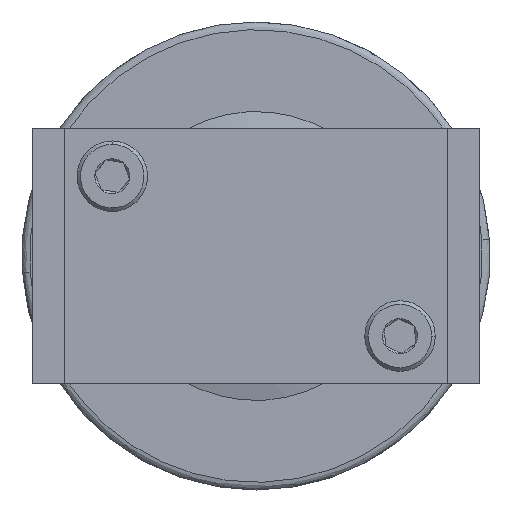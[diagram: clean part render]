
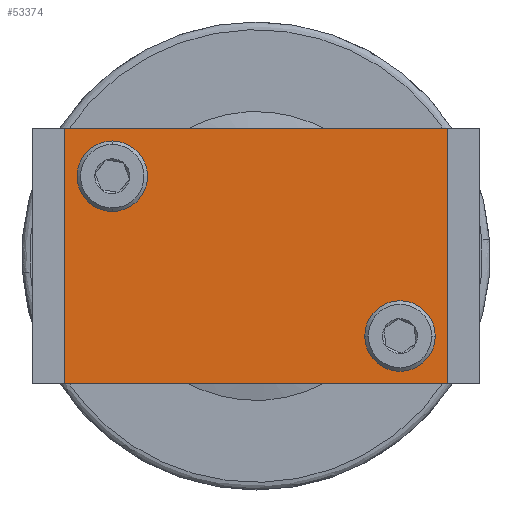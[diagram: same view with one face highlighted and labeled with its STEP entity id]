
A CAD part, left-side view. The second image highlights one B-rep face of the part: STEP entity #53374.
In plain terms, the highlighted planar face has unit normal (-1, 0, 0).
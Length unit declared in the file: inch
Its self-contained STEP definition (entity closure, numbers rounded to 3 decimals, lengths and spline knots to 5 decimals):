
#2561 = CARTESIAN_POINT ( 'NONE',  ( -1.951, 0.562, 0.43602 ) ) ;
#3571 = EDGE_LOOP ( 'NONE', ( #29902, #91084 ) ) ;
#3725 = EDGE_CURVE ( 'NONE', #102404, #66792, #60726, .T. ) ;
#4617 = DIRECTION ( 'NONE',  ( 1., 0., 0. ) ) ;
#6002 = DIRECTION ( 'NONE',  ( 1., 0., 0. ) ) ;
#7359 = CARTESIAN_POINT ( 'NONE',  ( -1.951, 0.562, 0.312 ) ) ;
#9078 = FACE_OUTER_BOUND ( 'NONE', #105351, .T. ) ;
#9456 = ORIENTED_EDGE ( 'NONE', *, *, #90410, .T. ) ;
#9589 = LINE ( 'NONE', #20143, #28349 ) ;
#16355 = CARTESIAN_POINT ( 'NONE',  ( -1.951, -0.563, -0.43702 ) ) ;
#16760 = ORIENTED_EDGE ( 'NONE', *, *, #108581, .T. ) ;
#19459 = CARTESIAN_POINT ( 'NONE',  ( -1.951, 0.75, 0. ) ) ;
#20143 = CARTESIAN_POINT ( 'NONE',  ( -1.951, -0.75, 0. ) ) ;
#21957 = DIRECTION ( 'NONE',  ( 0., 0., 1. ) ) ;
#26274 = CARTESIAN_POINT ( 'NONE',  ( -1.951, -0.563, -0.18898 ) ) ;
#28349 = VECTOR ( 'NONE', #105138, 39.37008 ) ;
#28995 = VERTEX_POINT ( 'NONE', #2561 ) ;
#29478 = CARTESIAN_POINT ( 'NONE',  ( -1.951, -0.75, -0.5 ) ) ;
#29803 = VECTOR ( 'NONE', #43338, 39.37008 ) ;
#29902 = ORIENTED_EDGE ( 'NONE', *, *, #42488, .T. ) ;
#33458 = VERTEX_POINT ( 'NONE', #26274 ) ;
#34531 = ORIENTED_EDGE ( 'NONE', *, *, #72193, .T. ) ;
#37728 = ORIENTED_EDGE ( 'NONE', *, *, #87502, .T. ) ;
#39211 = DIRECTION ( 'NONE',  ( -1., 0., 0. ) ) ;
#42488 = EDGE_CURVE ( 'NONE', #28995, #90062, #48215, .T. ) ;
#43338 = DIRECTION ( 'NONE',  ( 0., 1., 0. ) ) ;
#45310 = EDGE_CURVE ( 'NONE', #105544, #85178, #76181, .T. ) ;
#45924 = CARTESIAN_POINT ( 'NONE',  ( -1.951, 0.75, -0.5 ) ) ;
#47907 = CARTESIAN_POINT ( 'NONE',  ( -1.951, 0.75, 0.5 ) ) ;
#48215 = CIRCLE ( 'NONE', #60474, 0.12402 ) ;
#50071 = ORIENTED_EDGE ( 'NONE', *, *, #3725, .T. ) ;
#53374 = ADVANCED_FACE ( 'NONE', ( #91292, #97978, #9078 ), #61829, .T. ) ;
#53646 = AXIS2_PLACEMENT_3D ( 'NONE', #55956, #6002, #73694 ) ;
#55113 = DIRECTION ( 'NONE',  ( 0., 0., -1. ) ) ;
#55381 = DIRECTION ( 'NONE',  ( 0., 0., 1. ) ) ;
#55956 = CARTESIAN_POINT ( 'NONE',  ( -1.951, -0.563, -0.313 ) ) ;
#59362 = DIRECTION ( 'NONE',  ( 0., -1., 0. ) ) ;
#59495 = DIRECTION ( 'NONE',  ( 1., 0., 0. ) ) ;
#59870 = AXIS2_PLACEMENT_3D ( 'NONE', #87894, #107307, #21957 ) ;
#60474 = AXIS2_PLACEMENT_3D ( 'NONE', #7359, #59495, #93152 ) ;
#60726 = LINE ( 'NONE', #94201, #29803 ) ;
#61829 = PLANE ( 'NONE',  #74112 ) ;
#65916 = CIRCLE ( 'NONE', #59870, 0.12402 ) ;
#66792 = VERTEX_POINT ( 'NONE', #47907 ) ;
#70060 = CIRCLE ( 'NONE', #53646, 0.12402 ) ;
#72193 = EDGE_CURVE ( 'NONE', #33458, #108820, #81790, .T. ) ;
#73694 = DIRECTION ( 'NONE',  ( 0., 0., 1. ) ) ;
#74112 = AXIS2_PLACEMENT_3D ( 'NONE', #29478, #39211, #55381 ) ;
#74936 = VECTOR ( 'NONE', #55113, 39.37008 ) ;
#76181 = LINE ( 'NONE', #110888, #103004 ) ;
#79439 = AXIS2_PLACEMENT_3D ( 'NONE', #82125, #4617, #99398 ) ;
#81790 = CIRCLE ( 'NONE', #79439, 0.12402 ) ;
#82125 = CARTESIAN_POINT ( 'NONE',  ( -1.951, -0.563, -0.313 ) ) ;
#82907 = CARTESIAN_POINT ( 'NONE',  ( -1.951, 0.562, 0.18798 ) ) ;
#83881 = CARTESIAN_POINT ( 'NONE',  ( -1.951, -0.75, 0.5 ) ) ;
#85178 = VERTEX_POINT ( 'NONE', #110317 ) ;
#85277 = EDGE_CURVE ( 'NONE', #90062, #28995, #65916, .T. ) ;
#87502 = EDGE_CURVE ( 'NONE', #66792, #105544, #97850, .T. ) ;
#87894 = CARTESIAN_POINT ( 'NONE',  ( -1.951, 0.562, 0.312 ) ) ;
#90062 = VERTEX_POINT ( 'NONE', #82907 ) ;
#90410 = EDGE_CURVE ( 'NONE', #108820, #33458, #70060, .T. ) ;
#91084 = ORIENTED_EDGE ( 'NONE', *, *, #85277, .T. ) ;
#91292 = FACE_BOUND ( 'NONE', #98954, .T. ) ;
#93152 = DIRECTION ( 'NONE',  ( 0., 0., 1. ) ) ;
#94201 = CARTESIAN_POINT ( 'NONE',  ( -1.951, 0., 0.5 ) ) ;
#97850 = LINE ( 'NONE', #19459, #74936 ) ;
#97978 = FACE_BOUND ( 'NONE', #3571, .T. ) ;
#98954 = EDGE_LOOP ( 'NONE', ( #34531, #9456 ) ) ;
#99398 = DIRECTION ( 'NONE',  ( 0., 0., 1. ) ) ;
#102404 = VERTEX_POINT ( 'NONE', #83881 ) ;
#103004 = VECTOR ( 'NONE', #59362, 39.37008 ) ;
#105138 = DIRECTION ( 'NONE',  ( 0., 0., 1. ) ) ;
#105351 = EDGE_LOOP ( 'NONE', ( #50071, #37728, #107445, #16760 ) ) ;
#105544 = VERTEX_POINT ( 'NONE', #45924 ) ;
#107307 = DIRECTION ( 'NONE',  ( 1., 0., 0. ) ) ;
#107445 = ORIENTED_EDGE ( 'NONE', *, *, #45310, .T. ) ;
#108581 = EDGE_CURVE ( 'NONE', #85178, #102404, #9589, .T. ) ;
#108820 = VERTEX_POINT ( 'NONE', #16355 ) ;
#110317 = CARTESIAN_POINT ( 'NONE',  ( -1.951, -0.75, -0.5 ) ) ;
#110888 = CARTESIAN_POINT ( 'NONE',  ( -1.951, 0., -0.5 ) ) ;
